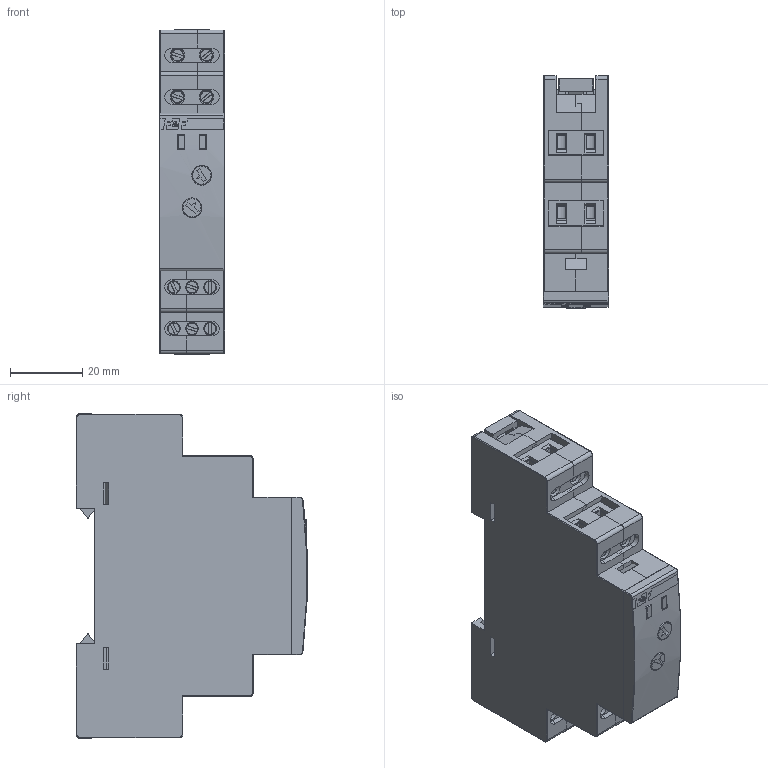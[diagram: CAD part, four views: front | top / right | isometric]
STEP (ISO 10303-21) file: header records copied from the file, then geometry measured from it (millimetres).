
FILE_DESCRIPTION(('STEP AP242'), '1');
FILE_NAME('PCG-417 ñáîðêà', '', ('UNSPECIFIED'), ('UNSPECIFIED'), 'C3D Converter', 'C3D Toolkit', '');
FILE_SCHEMA(('AP242_MANAGED_MODEL_BASED_3D_ENGINEERING_MIM_LF { 1 0 10303 442 1 1 4 }'));
Length unit declared in the file: millimetre
Assembly tree (19 placements, depth 3):
  (unnamed)
    (unnamed)  x2
    (unnamed)  x2
      (unnamed)
    (unnamed)  x2
      (unnamed)
    (unnamed)
      (unnamed)
    (unnamed)  x2
    (unnamed)
    (unnamed)
    (unnamed)  x2
Bounding box: 18.02 x 64.05 x 90 mm (x, y, z)
Volume: 28351.4 mm3; surface area: 37726.8 mm2
Topology: 35 solids, 35 shells, 1170 faces, 3039 edges, 1958 vertices
Faces by surface type: plane 906, cylinder 118, extrusion 76, cone 42, torus 20, sphere 8
Full cylindrical faces by diameter (mm): 2 x10, 3.5 x6, 4 x4, 5.5 x2, 6.5 x2
Entity records: 22571 total; most frequent: CARTESIAN_POINT 4356, ORIENTED_EDGE 3442, DIRECTION 3013, EDGE_CURVE 1721, VECTOR 1433, LINE 1357, VERTEX_POINT 1129, AXIS2_PLACEMENT_3D 790
